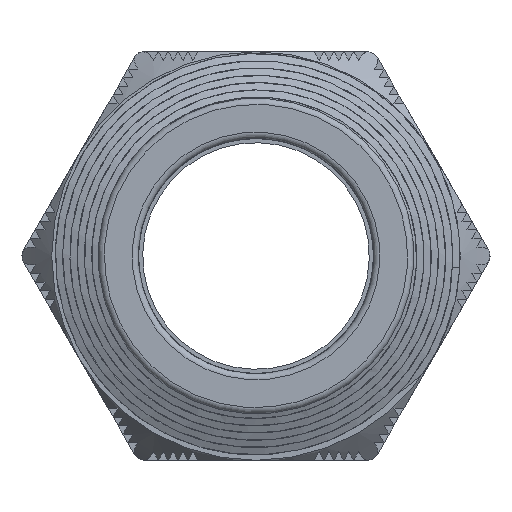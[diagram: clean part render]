
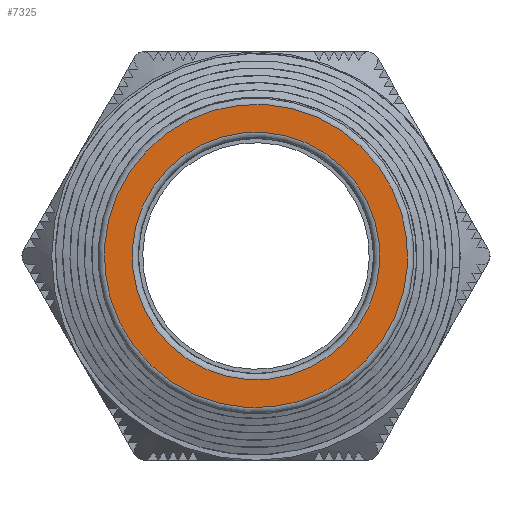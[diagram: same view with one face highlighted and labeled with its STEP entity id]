
A CAD part, left-side view. The second image highlights one B-rep face of the part: STEP entity #7325.
In plain terms, the highlighted face is planar.
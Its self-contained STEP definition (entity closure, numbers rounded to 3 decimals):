
#249=FACE_BOUND('',#2420,.T.);
#477=PLANE('',#7979);
#1986=FACE_OUTER_BOUND('',#2419,.T.);
#2419=EDGE_LOOP('',(#6837));
#2420=EDGE_LOOP('',(#6838));
#2714=CIRCLE('',#7978,10.);
#2715=CIRCLE('',#7980,12.25);
#3593=VERTEX_POINT('',#29563);
#3594=VERTEX_POINT('',#29566);
#4678=EDGE_CURVE('',#3593,#3593,#2714,.T.);
#4679=EDGE_CURVE('',#3594,#3594,#2715,.T.);
#6837=ORIENTED_EDGE('',*,*,#4679,.F.);
#6838=ORIENTED_EDGE('',*,*,#4678,.F.);
#7325=ADVANCED_FACE('',(#1986,#249),#477,.T.);
#7978=AXIS2_PLACEMENT_3D('',#29564,#9770,#9771);
#7979=AXIS2_PLACEMENT_3D('',#29565,#9772,#9773);
#7980=AXIS2_PLACEMENT_3D('',#29567,#9774,#9775);
#9770=DIRECTION('center_axis',(1.,0.,0.));
#9771=DIRECTION('ref_axis',(0.,0.,
-1.));
#9772=DIRECTION('center_axis',(1.,0.,0.));
#9773=DIRECTION('ref_axis',(0.,0.,-1.));
#9774=DIRECTION('center_axis',(-1.,0.,0.));
#9775=DIRECTION('ref_axis',(0.,0.,
-1.));
#29563=CARTESIAN_POINT('',(10.12,0.,10.));
#29564=CARTESIAN_POINT('Origin',(10.12,0.,0.));
#29565=CARTESIAN_POINT('Origin',(10.12,0.,12.75));
#29566=CARTESIAN_POINT('',(10.12,0.,12.25));
#29567=CARTESIAN_POINT('Origin',(10.12,0.,0.));
